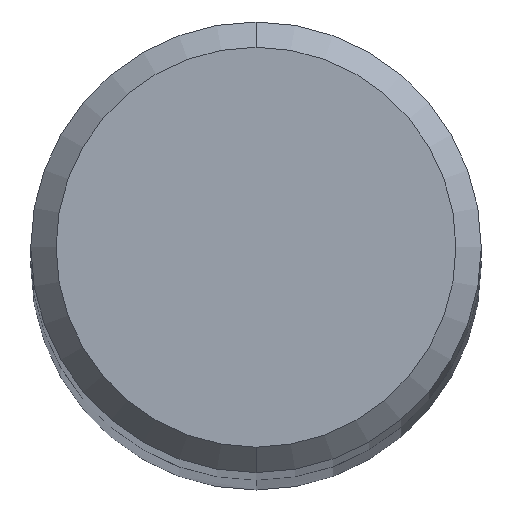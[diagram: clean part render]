
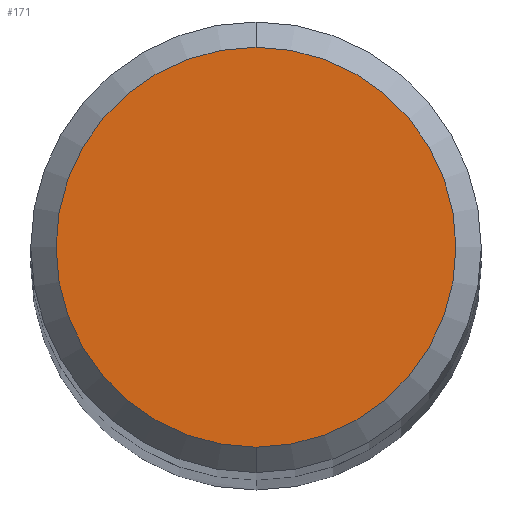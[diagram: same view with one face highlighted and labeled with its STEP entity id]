
A CAD part, top view. The second image highlights one B-rep face of the part: STEP entity #171.
In plain terms, the highlighted planar face has unit normal (0, 0, 1).
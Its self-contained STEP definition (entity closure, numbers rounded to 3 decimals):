
#165=EDGE_CURVE('',#289,#191,#427,.T.);
#171=ADVANCED_FACE('',(#433),#434,.T.);
#191=VERTEX_POINT('',#455);
#289=VERTEX_POINT('',#563);
#351=EDGE_CURVE('',#191,#289,#632,.T.);
#427=CIRCLE('',#706,3.95);
#433=FACE_OUTER_BOUND('',#713,.T.);
#434=PLANE('',#714);
#455=CARTESIAN_POINT('',(0.,-3.95,83.0));
#563=CARTESIAN_POINT('',(0.0,3.95,83.0));
#632=CIRCLE('',#1165,3.95);
#706=AXIS2_PLACEMENT_3D('',#1309,#1310,#1311);
#713=EDGE_LOOP('',(#1316,#1317));
#714=AXIS2_PLACEMENT_3D('',#1318,#1319,#1320);
#1165=AXIS2_PLACEMENT_3D('',#1540,#1541,#1542);
#1309=CARTESIAN_POINT('',(0.0,0.0,83.0));
#1310=DIRECTION('',(0.0,0.0,-1.0));
#1311=DIRECTION('',(0.0,1.0,0.0));
#1316=ORIENTED_EDGE('',*,*,#165,.F.);
#1317=ORIENTED_EDGE('',*,*,#351,.F.);
#1318=CARTESIAN_POINT('',(0.0,1.975,83.0));
#1319=DIRECTION('',(-0.0,0.0,1.0));
#1320=DIRECTION('',(0.0,-1.0,0.0));
#1540=CARTESIAN_POINT('',(0.0,0.0,83.0));
#1541=DIRECTION('',(0.0,0.0,-1.0));
#1542=DIRECTION('',(0.0,1.0,0.0));
